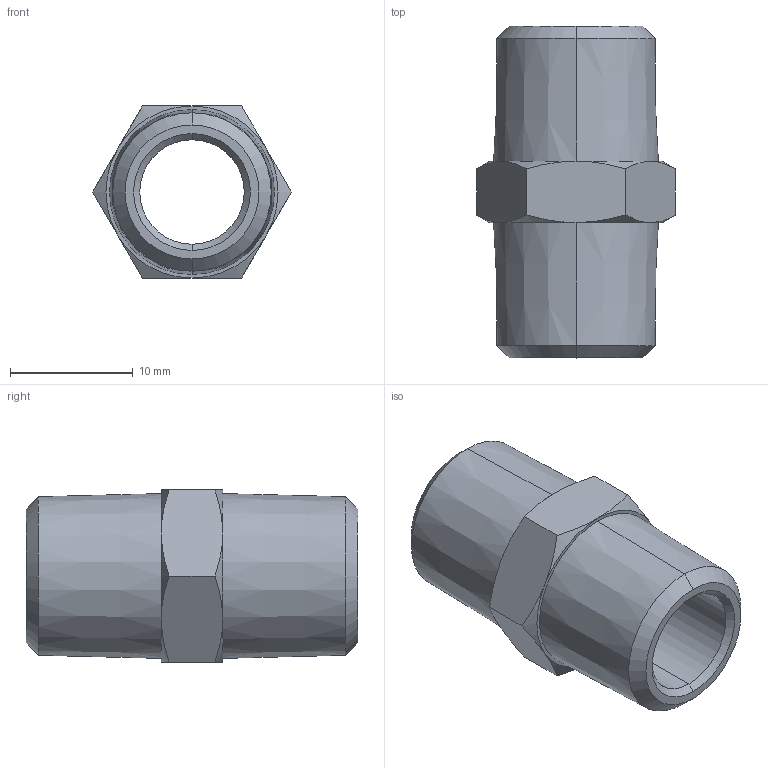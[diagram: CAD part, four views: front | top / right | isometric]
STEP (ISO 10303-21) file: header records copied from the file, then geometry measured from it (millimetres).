
FILE_DESCRIPTION (( 'STEP AP203' ), '1' );
FILE_NAME ('X5020202.STEP', '2011-10-24T13:47:59', ( 'SP' ), ( 'sopra-pneumatic' ), 'SwSTEP 2.0', 'SolidWorks 2011', '' );
FILE_SCHEMA (( 'CONFIG_CONTROL_DESIGN' ));
Length unit declared in the file: millimetre
Products named in the file (1): X5020202
Bounding box: 16.17 x 27 x 14 mm (x, y, z)
Volume: 2249.6 mm3; surface area: 2002.8 mm2
Topology: 1 solids, 1 shells, 34 faces, 72 edges, 42 vertices
Faces by surface type: cone 22, plane 10, cylinder 2
Entity records: 1071 total; most frequent: CARTESIAN_POINT 285, DIRECTION 148, ORIENTED_EDGE 144, EDGE_CURVE 72, AXIS2_PLACEMENT_3D 65, VERTEX_POINT 42, EDGE_LOOP 38, FACE_OUTER_BOUND 34
